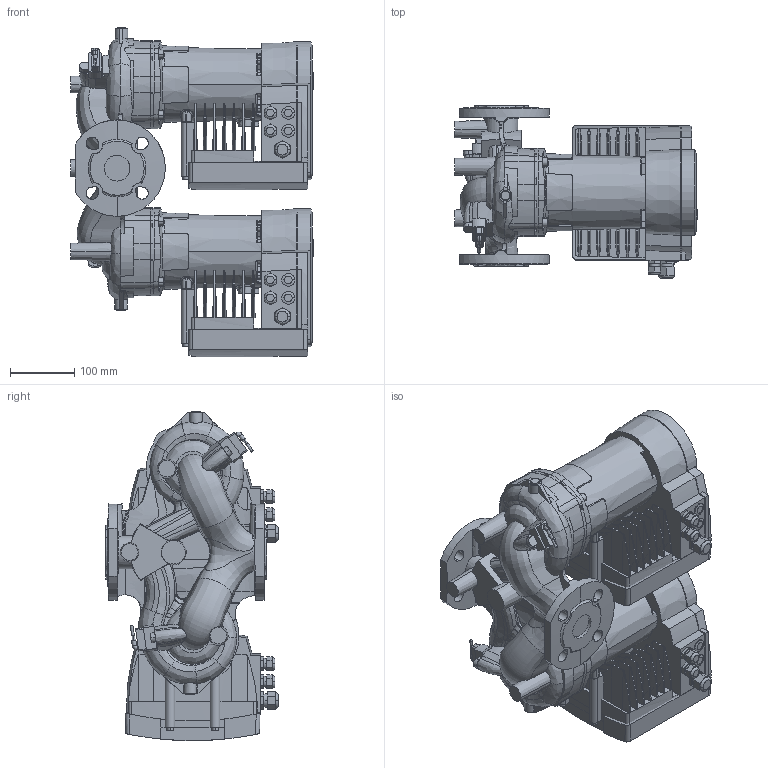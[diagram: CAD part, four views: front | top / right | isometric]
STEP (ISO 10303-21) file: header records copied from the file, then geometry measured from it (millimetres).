
FILE_DESCRIPTION (( 'STEP AP214' ), '1' );
FILE_NAME ('ModulA-D 40-12 250 RED.STEP', '2014-07-15T11:19:38', ( '' ), ( '' ), 'SwSTEP 2.0', 'SolidWorks 2011', '' );
FILE_SCHEMA (( 'AUTOMOTIVE_DESIGN' ));
Length unit declared in the file: millimetre
Products named in the file (1): ModulA-D 40-12 250 RED
Bounding box: 377.1 x 268 x 512.8 mm (x, y, z)
Volume: 17649887.9 mm3; surface area: 1678876.3 mm2
Topology: 23 solids, 27 shells, 2693 faces, 7199 edges, 4623 vertices
Faces by surface type: plane 964, bspline 824, cylinder 547, cone 274, torus 76, sphere 8
Entity records: 201489 total; most frequent: CARTESIAN_POINT 112643, ORIENTED_EDGE 14266, DIRECTION 9224, EDGE_CURVE 7133, VERTEX_POINT 4623, AXIS2_PLACEMENT_3D 3285, EDGE_LOOP 2856, B_SPLINE_CURVE_WITH_KNOTS 2748
